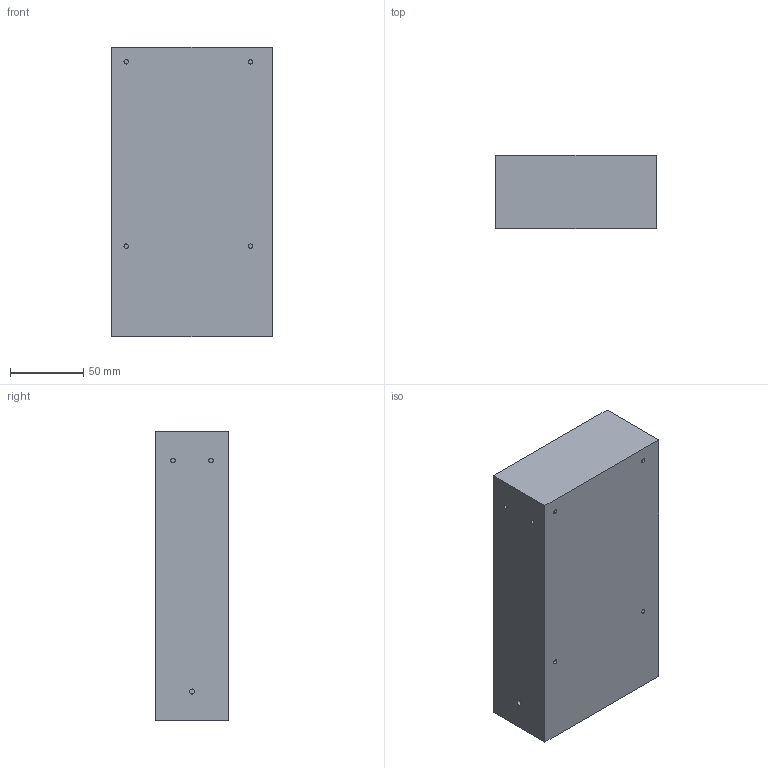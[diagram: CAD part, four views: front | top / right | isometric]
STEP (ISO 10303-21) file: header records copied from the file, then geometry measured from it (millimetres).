
FILE_DESCRIPTION (( 'STEP AP214' ), '1' );
FILE_NAME ('24v Smps.STEP', '2020-07-20T12:30:16', ( '' ), ( '' ), 'SwSTEP 2.0', 'SolidWorks 2019', '' );
FILE_SCHEMA (( 'AUTOMOTIVE_DESIGN' ));
Length unit declared in the file: millimetre
Products named in the file (1): 24v Smps
Bounding box: 110 x 50 x 198 mm (x, y, z)
Volume: 1036542.2 mm3; surface area: 74856.4 mm2
Topology: 1 solids, 1 shells, 30 faces, 63 edges, 42 vertices
Faces by surface type: plane 16, cylinder 14
Entity records: 849 total; most frequent: DIRECTION 153, CARTESIAN_POINT 136, ORIENTED_EDGE 126, EDGE_CURVE 63, AXIS2_PLACEMENT_3D 59, VERTEX_POINT 42, EDGE_LOOP 37, VECTOR 35
